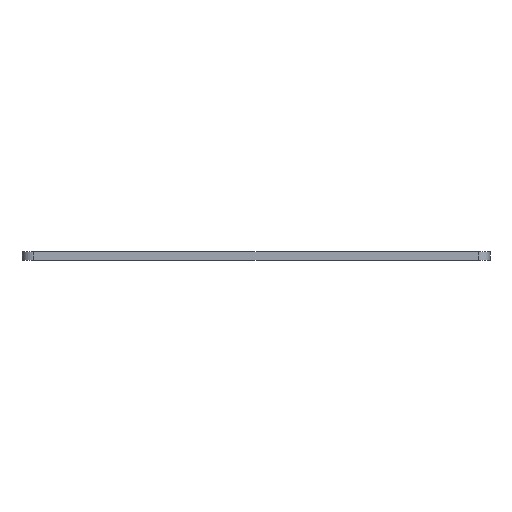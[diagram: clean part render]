
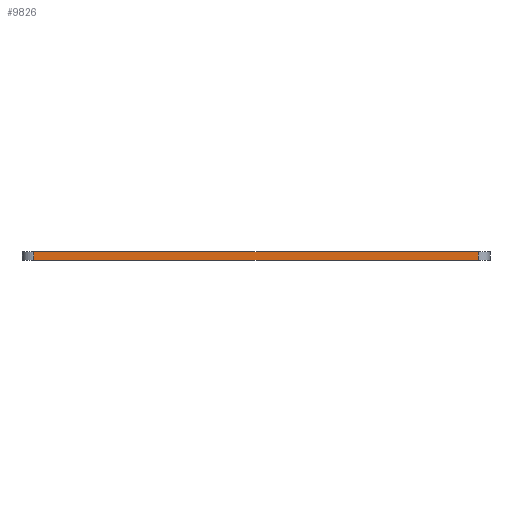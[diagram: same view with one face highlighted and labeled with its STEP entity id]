
A CAD part, left-side view. The second image highlights one B-rep face of the part: STEP entity #9826.
In plain terms, the highlighted planar face has unit normal (-1, 0, 0).
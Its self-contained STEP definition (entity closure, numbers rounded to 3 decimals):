
#203=PLANE('',#10834);
#528=FACE_OUTER_BOUND('',#1144,.T.);
#1144=EDGE_LOOP('',(#8021,#8022,#8023,#8024));
#1713=LINE('',#14899,#2705);
#1920=LINE('',#15646,#2912);
#2143=LINE('',#16449,#3135);
#2144=LINE('',#16451,#3136);
#2705=VECTOR('',#11875,10.);
#2912=VECTOR('',#12448,10.);
#3135=VECTOR('',#13117,10.);
#3136=VECTOR('',#13120,10.);
#4253=VERTEX_POINT('',#14896);
#4254=VERTEX_POINT('',#14898);
#4610=VERTEX_POINT('',#15643);
#4611=VERTEX_POINT('',#15645);
#5316=EDGE_CURVE('',#4253,#4254,#1713,.T.);
#5705=EDGE_CURVE('',#4610,#4611,#1920,.T.);
#6111=EDGE_CURVE('',#4611,#4253,#2143,.T.);
#6112=EDGE_CURVE('',#4254,#4610,#2144,.T.);
#8021=ORIENTED_EDGE('',*,*,#6111,.F.);
#8022=ORIENTED_EDGE('',*,*,#5705,.F.);
#8023=ORIENTED_EDGE('',*,*,#6112,.F.);
#8024=ORIENTED_EDGE('',*,*,#5316,.F.);
#9826=ADVANCED_FACE('',(#528),#203,.T.);
#10834=AXIS2_PLACEMENT_3D('',#16450,#13118,#13119);
#11875=DIRECTION('',(0.,1.,0.));
#12448=DIRECTION('',(0.,-1.,0.));
#13117=DIRECTION('',(0.,0.,-1.));
#13118=DIRECTION('center_axis',(-1.,0.,0.));
#13119=DIRECTION('ref_axis',(0.,1.,0.));
#13120=DIRECTION('',(0.,0.,1.));
#14896=CARTESIAN_POINT('',(-280.237,30.731,0.));
#14898=CARTESIAN_POINT('',(-280.238,113.731,0.));
#14899=CARTESIAN_POINT('',(-280.238,109.538,0.));
#15643=CARTESIAN_POINT('',(-280.238,113.731,1.6));
#15645=CARTESIAN_POINT('',(-280.237,30.731,1.6));
#15646=CARTESIAN_POINT('',(-280.238,109.538,1.6));
#16449=CARTESIAN_POINT('',(-280.237,30.731,1.6));
#16450=CARTESIAN_POINT('Origin',(-280.237,34.925,1.6));
#16451=CARTESIAN_POINT('',(-280.238,113.731,1.6));
